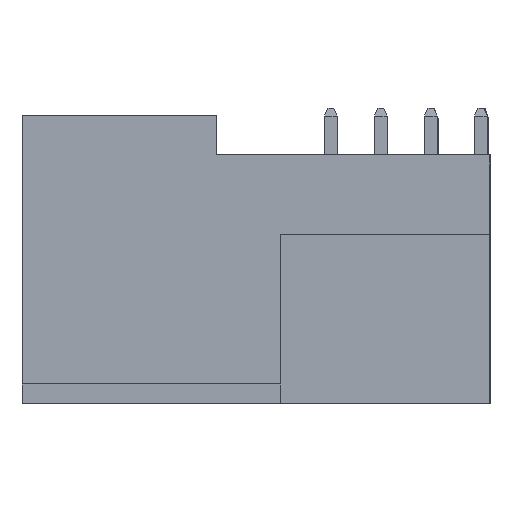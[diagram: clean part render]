
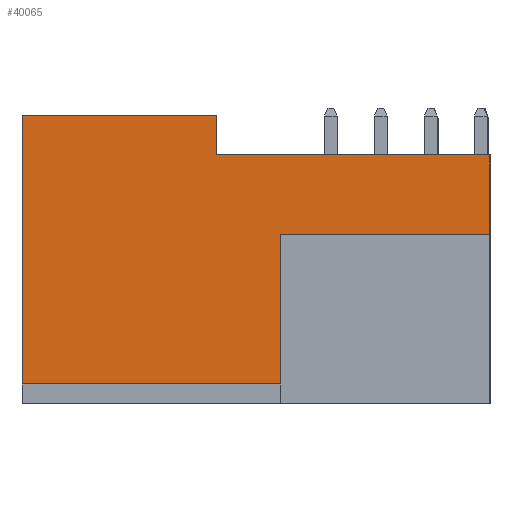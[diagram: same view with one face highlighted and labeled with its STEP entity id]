
A CAD part, left-side view. The second image highlights one B-rep face of the part: STEP entity #40065.
In plain terms, the highlighted planar face has unit normal (-1, 0, 0).
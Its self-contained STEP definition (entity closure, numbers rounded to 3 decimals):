
#10031=ORIENTED_EDGE('',*,*,#16818,.F.);
#10032=ORIENTED_EDGE('',*,*,#16819,.T.);
#10033=ORIENTED_EDGE('',*,*,#16820,.F.);
#10034=ORIENTED_EDGE('',*,*,#16821,.F.);
#10035=ORIENTED_EDGE('',*,*,#16822,.T.);
#10036=ORIENTED_EDGE('',*,*,#16823,.T.);
#10037=ORIENTED_EDGE('',*,*,#16824,.T.);
#10038=ORIENTED_EDGE('',*,*,#16706,.T.);
#16706=EDGE_CURVE('',#20677,#20676,#25596,.T.);
#16818=EDGE_CURVE('',#20787,#20676,#25708,.T.);
#16819=EDGE_CURVE('',#20787,#20788,#25709,.T.);
#16820=EDGE_CURVE('',#20789,#20788,#25710,.T.);
#16821=EDGE_CURVE('',#20790,#20789,#25711,.T.);
#16822=EDGE_CURVE('',#20790,#20791,#25712,.T.);
#16823=EDGE_CURVE('',#20791,#20792,#25713,.T.);
#16824=EDGE_CURVE('',#20792,#20677,#25714,.T.);
#20676=VERTEX_POINT('',#62766);
#20677=VERTEX_POINT('',#62768);
#20787=VERTEX_POINT('',#63001);
#20788=VERTEX_POINT('',#63003);
#20789=VERTEX_POINT('',#63005);
#20790=VERTEX_POINT('',#63007);
#20791=VERTEX_POINT('',#63009);
#20792=VERTEX_POINT('',#63011);
#25596=LINE('',#62767,#30874);
#25708=LINE('',#63000,#30986);
#25709=LINE('',#63002,#30987);
#25710=LINE('',#63004,#30988);
#25711=LINE('',#63006,#30989);
#25712=LINE('',#63008,#30990);
#25713=LINE('',#63010,#30991);
#25714=LINE('',#63012,#30992);
#30874=VECTOR('',#51641,1000.);
#30986=VECTOR('',#51775,1000.);
#30987=VECTOR('',#51776,1000.);
#30988=VECTOR('',#51777,1000.);
#30989=VECTOR('',#51778,1000.);
#30990=VECTOR('',#51779,1000.);
#30991=VECTOR('',#51780,1000.);
#30992=VECTOR('',#51781,1000.);
#33760=EDGE_LOOP('',(#10031,#10032,#10033,#10034,#10035,#10036,#10037,#10038));
#35970=FACE_BOUND('',#33760,.T.);
#37926=PLANE('',#42661);
#40065=ADVANCED_FACE('',(#35970),#37926,.F.);
#42661=AXIS2_PLACEMENT_3D('',#62999,#51773,#51774);
#51641=DIRECTION('',(0.,0.,1.));
#51773=DIRECTION('',(1.,0.,0.));
#51774=DIRECTION('',(0.,0.,-1.));
#51775=DIRECTION('',(0.,-1.,0.));
#51776=DIRECTION('',(0.,0.,1.));
#51777=DIRECTION('',(0.,-1.,0.));
#51778=DIRECTION('',(0.,0.,1.));
#51779=DIRECTION('',(0.,-1.,0.));
#51780=DIRECTION('',(0.,0.,1.));
#51781=DIRECTION('',(0.,-1.,0.));
#62766=CARTESIAN_POINT('',(-47.625,-10.,5.25));
#62767=CARTESIAN_POINT('',(-47.625,-10.,-6.25));
#62768=CARTESIAN_POINT('',(-47.625,-10.,1.25));
#62999=CARTESIAN_POINT('',(-47.625,13.5,-6.25));
#63000=CARTESIAN_POINT('',(-47.625,3.75,5.25));
#63001=CARTESIAN_POINT('',(-47.625,3.75,5.25));
#63002=CARTESIAN_POINT('',(-47.625,3.75,5.25));
#63003=CARTESIAN_POINT('',(-47.625,3.75,7.25));
#63004=CARTESIAN_POINT('',(-47.625,13.5,7.25));
#63005=CARTESIAN_POINT('',(-47.625,13.5,7.25));
#63006=CARTESIAN_POINT('',(-47.625,13.5,-6.25));
#63007=CARTESIAN_POINT('',(-47.625,13.5,-6.25));
#63008=CARTESIAN_POINT('',(-47.625,13.5,-6.25));
#63009=CARTESIAN_POINT('',(-47.625,0.5,-6.25));
#63010=CARTESIAN_POINT('',(-47.625,0.5,-14.5));
#63011=CARTESIAN_POINT('',(-47.625,0.5,1.25));
#63012=CARTESIAN_POINT('',(-47.625,0.5,1.25));
